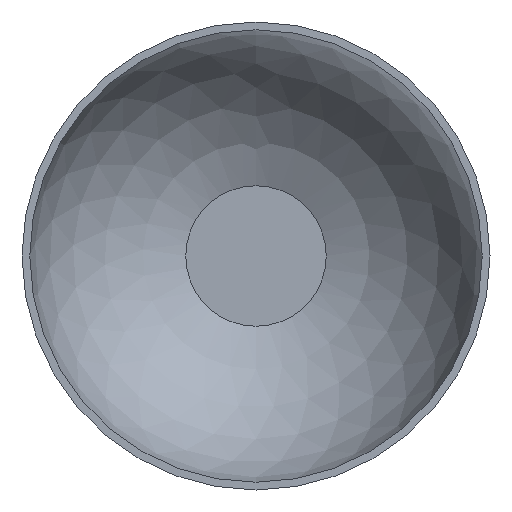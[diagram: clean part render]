
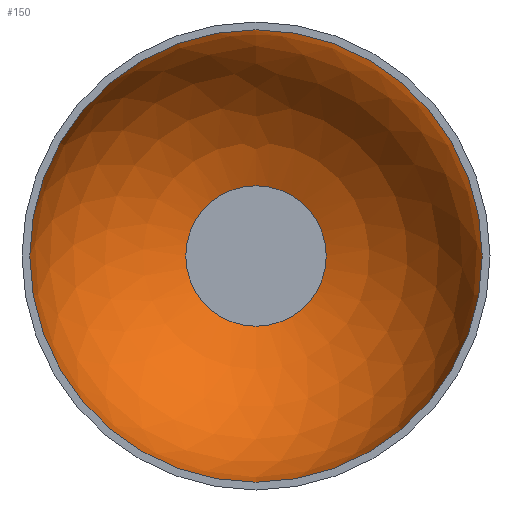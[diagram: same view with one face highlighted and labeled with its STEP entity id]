
A CAD part, front view. The second image highlights one B-rep face of the part: STEP entity #150.
In plain terms, the highlighted spherical face has radius 29 mm.
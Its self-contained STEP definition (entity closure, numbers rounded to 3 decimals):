
#1 = CARTESIAN_POINT ( 'NONE',  ( 0., 0., 0. ) ) ;
#2 = DIRECTION ( 'NONE',  ( 0., 0., -1. ) ) ;
#14 = CARTESIAN_POINT ( 'NONE',  ( 0., 27.568, 0. ) ) ;
#23 = FACE_BOUND ( 'NONE', #233, .T. ) ;
#34 = AXIS2_PLACEMENT_3D ( 'NONE', #99, #225, #2 ) ;
#48 = CARTESIAN_POINT ( 'NONE',  ( 0., 0., 29. ) ) ;
#60 = CIRCLE ( 'NONE', #127, 29. ) ;
#69 = DIRECTION ( 'NONE',  ( -1., 0., 0. ) ) ;
#81 = ORIENTED_EDGE ( 'NONE', *, *, #236, .F. ) ;
#82 = DIRECTION ( 'NONE',  ( 0., 1., 0. ) ) ;
#96 = CARTESIAN_POINT ( 'NONE',  ( 0., 27.568, 9. ) ) ;
#99 = CARTESIAN_POINT ( 'NONE',  ( 0., 27.568, 0. ) ) ;
#102 = CIRCLE ( 'NONE', #298, 29. ) ;
#123 = DIRECTION ( 'NONE',  ( 0., 0., 1. ) ) ;
#125 = ORIENTED_EDGE ( 'NONE', *, *, #191, .F. ) ;
#127 = AXIS2_PLACEMENT_3D ( 'NONE', #1, #149, #270 ) ;
#131 = EDGE_CURVE ( 'NONE', #259, #300, #219, .T. ) ;
#134 = CARTESIAN_POINT ( 'NONE',  ( 0., 0., 0. ) ) ;
#149 = DIRECTION ( 'NONE',  ( 0., 1., 0. ) ) ;
#150 = ADVANCED_FACE ( 'NONE', ( #218, #23 ), #178, .F. ) ;
#152 = VERTEX_POINT ( 'NONE', #274 ) ;
#154 = ORIENTED_EDGE ( 'NONE', *, *, #131, .T. ) ;
#165 = EDGE_LOOP ( 'NONE', ( #125, #81 ) ) ;
#178 = SPHERICAL_SURFACE ( 'NONE', #206, 29. ) ;
#185 = DIRECTION ( 'NONE',  ( 0., -1., 0. ) ) ;
#191 = EDGE_CURVE ( 'NONE', #226, #152, #60, .T. ) ;
#206 = AXIS2_PLACEMENT_3D ( 'NONE', #297, #185, #69 ) ;
#218 = FACE_OUTER_BOUND ( 'NONE', #165, .T. ) ;
#219 = CIRCLE ( 'NONE', #256, 9. ) ;
#225 = DIRECTION ( 'NONE',  ( 0., 1., 0. ) ) ;
#226 = VERTEX_POINT ( 'NONE', #48 ) ;
#233 = EDGE_LOOP ( 'NONE', ( #154, #276 ) ) ;
#236 = EDGE_CURVE ( 'NONE', #152, #226, #102, .T. ) ;
#256 = AXIS2_PLACEMENT_3D ( 'NONE', #14, #312, #286 ) ;
#259 = VERTEX_POINT ( 'NONE', #96 ) ;
#270 = DIRECTION ( 'NONE',  ( 0., 0., 1. ) ) ;
#274 = CARTESIAN_POINT ( 'NONE',  ( 0., 0., -29. ) ) ;
#276 = ORIENTED_EDGE ( 'NONE', *, *, #296, .T. ) ;
#286 = DIRECTION ( 'NONE',  ( 0., 0., -1. ) ) ;
#294 = CARTESIAN_POINT ( 'NONE',  ( 0., 27.568, -9. ) ) ;
#296 = EDGE_CURVE ( 'NONE', #300, #259, #308, .T. ) ;
#297 = CARTESIAN_POINT ( 'NONE',  ( 0., 0., 0. ) ) ;
#298 = AXIS2_PLACEMENT_3D ( 'NONE', #134, #82, #123 ) ;
#300 = VERTEX_POINT ( 'NONE', #294 ) ;
#308 = CIRCLE ( 'NONE', #34, 9. ) ;
#312 = DIRECTION ( 'NONE',  ( 0., 1., 0. ) ) ;
